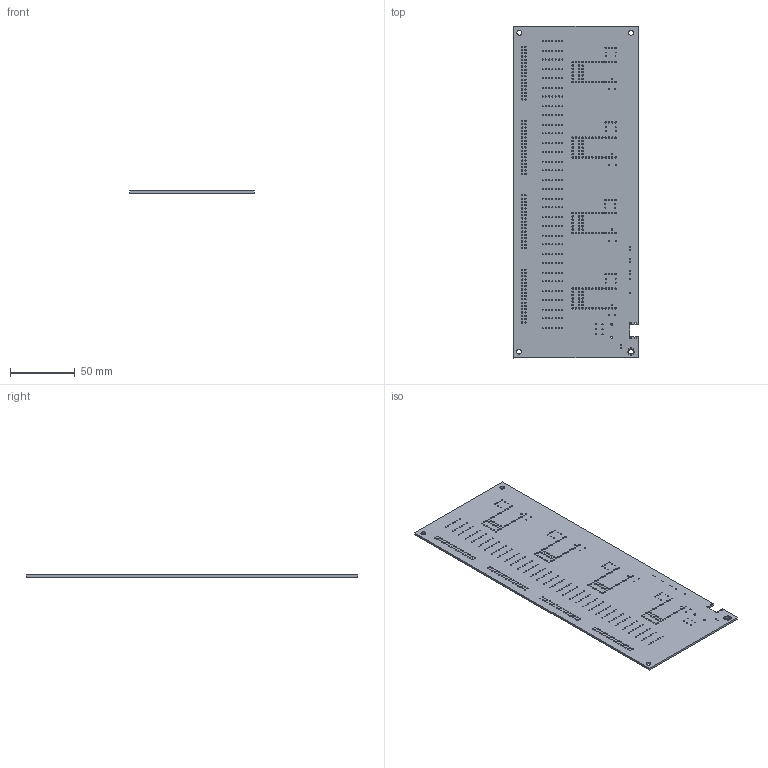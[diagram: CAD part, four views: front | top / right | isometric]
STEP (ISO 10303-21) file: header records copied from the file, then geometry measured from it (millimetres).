
FILE_DESCRIPTION(('KiCad electronic assembly'),'2;1');
FILE_NAME('widaq-magis-ssr-v2a.step','2022-08-29T10:44:31',('Pcbnew'),( 'Kicad'),'Open CASCADE STEP processor 7.6','KiCad to STEP converter' ,'Unknown');
FILE_SCHEMA(('AUTOMOTIVE_DESIGN { 1 0 10303 214 1 1 1 1 }'));
Length unit declared in the file: millimetre
Products named in the file (2): widaq-magis-ssr-v2a 1; widaq-magis-ssr-v2a PCB
Assembly tree (1 placements, depth 2):
  widaq-magis-ssr-v2a 1
    widaq-magis-ssr-v2a PCB
Bounding box: 96.02 x 255.72 x 1.6 mm (x, y, z)
Volume: 38445.1 mm3; surface area: 52106.9 mm2
Topology: 1 solids, 1 shells, 636 faces, 1902 edges, 1268 vertices
Faces by surface type: cylinder 618, plane 18
Full cylindrical faces by diameter (mm): 0.5 x8, 0.7 x16, 0.75 x6, 0.8 x240, 0.965 x136, 1 x18, 1.1 x176, 1.57 x2, 3.7 x4
Entity records: 53103 total; most frequent: CARTESIAN_POINT 15028, DIRECTION 6982, ORIENTED_EDGE 3804, PCURVE 3804, DEFINITIONAL_REPRESENTATION 3804, LINE 3234, VECTOR 3234, EDGE_CURVE 1902
